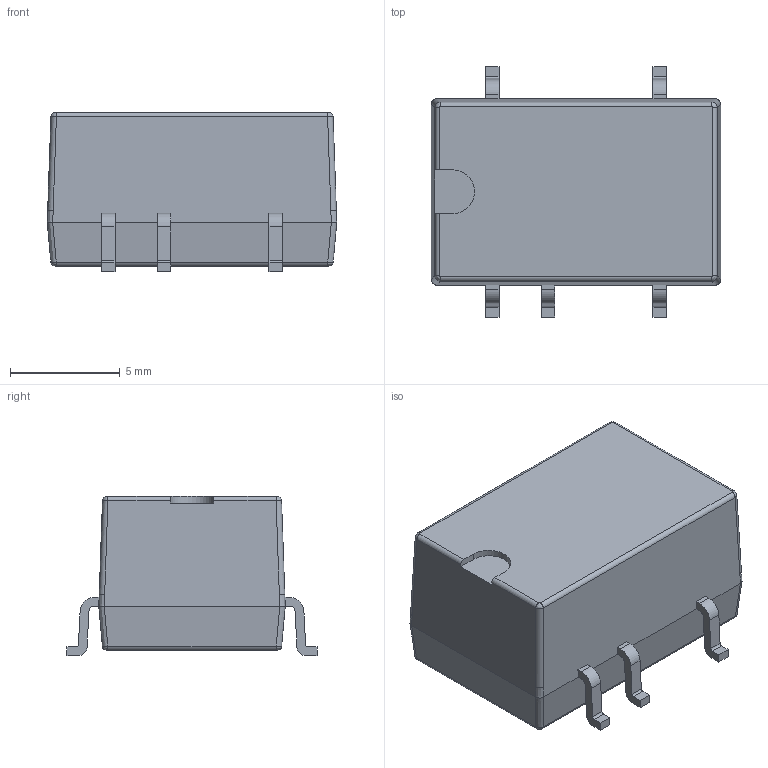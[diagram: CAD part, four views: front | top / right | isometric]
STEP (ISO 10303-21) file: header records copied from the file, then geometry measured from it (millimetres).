
FILE_DESCRIPTION((''),'2;1');
FILE_NAME('F_XT-1WR3','2018-08-14T',('eng706'),(''),'PRO/ENGINEER BY PARAMETRIC TECHNOLOGY CORPORATION, 2014000','PRO/ENGINEER BY PARAMETRIC TECHNOLOGY CORPORATION, 2014000','');
FILE_SCHEMA(('AUTOMOTIVE_DESIGN { 1 0 10303 214 1 1 1 1 }'));
Length unit declared in the file: millimetre
Products named in the file (1): F_XT-1WR3
Bounding box: 13.2 x 11.4 x 7.25 mm (x, y, z)
Volume: 433.6 mm3; surface area: 873.5 mm2
Topology: 1 solids, 2 shells, 185 faces, 542 edges, 356 vertices
Faces by surface type: plane 105, cylinder 60, extrusion 8, bspline 8, cone 3, torus 1
Entity records: 8173 total; most frequent: CARTESIAN_POINT 1816, ORIENTED_EDGE 1084, DIRECTION 943, EDGE_CURVE 542, VERTEX_POINT 356, VECTOR 347, LINE 339, AXIS2_PLACEMENT_3D 298
